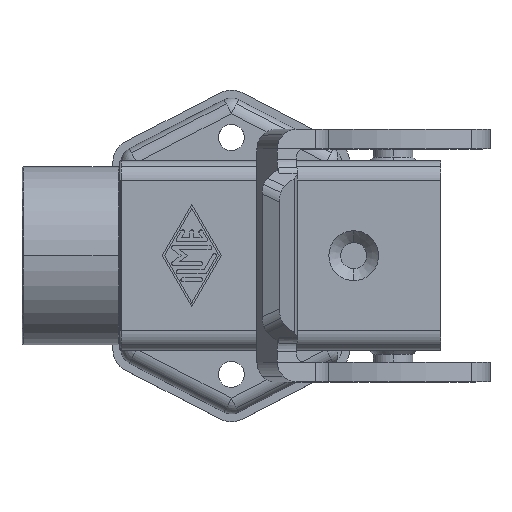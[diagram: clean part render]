
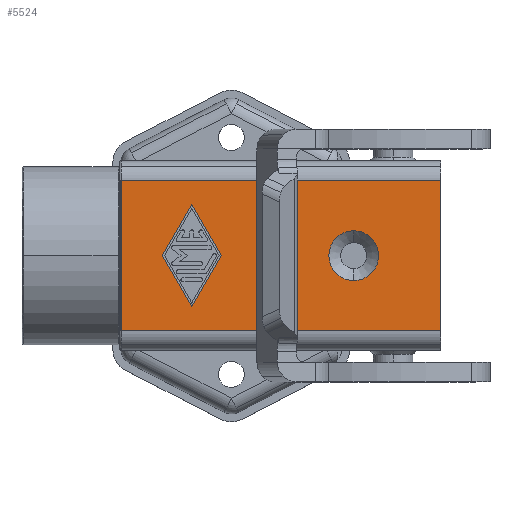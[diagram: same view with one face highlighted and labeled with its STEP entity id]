
A CAD part, top view. The second image highlights one B-rep face of the part: STEP entity #5524.
In plain terms, the highlighted planar face has unit normal (0, 0, 1).
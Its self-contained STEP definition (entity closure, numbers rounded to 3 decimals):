
#1131=CARTESIAN_POINT('',(-13.925,9.5,26.5));
#1132=VERTEX_POINT('',#1131);
#1140=CARTESIAN_POINT('',(26.5,9.5,26.5));
#1141=VERTEX_POINT('',#1140);
#1142=CARTESIAN_POINT('',(-13.925,9.5,26.5));
#1143=DIRECTION('',(1.0,0.0,0.0));
#1144=VECTOR('',#1143,40.425);
#1145=LINE('',#1142,#1144);
#1146=EDGE_CURVE('',#1132,#1141,#1145,.T.);
#2716=CARTESIAN_POINT('',(15.5,-3.15,26.5));
#2717=VERTEX_POINT('',#2716);
#2733=CARTESIAN_POINT('',(15.5,3.15,26.5));
#2734=VERTEX_POINT('',#2733);
#2741=CARTESIAN_POINT('',(15.5,0.,26.5));
#2742=DIRECTION('',(0.0,0.0,-1.0));
#2743=DIRECTION('',(0.0,-1.0,0.0));
#2744=AXIS2_PLACEMENT_3D('',#2741,#2742,#2743);
#2745=CIRCLE('',#2744,3.15);
#2746=EDGE_CURVE('',#2717,#2734,#2745,.T.);
#3018=CARTESIAN_POINT('',(26.5,-9.5,26.5));
#3019=VERTEX_POINT('',#3018);
#3027=CARTESIAN_POINT('',(-13.925,-9.5,26.5));
#3028=VERTEX_POINT('',#3027);
#3029=CARTESIAN_POINT('',(26.5,-9.5,26.5));
#3030=DIRECTION('',(-1.0,0.0,0.0));
#3031=VECTOR('',#3030,40.425);
#3032=LINE('',#3029,#3031);
#3033=EDGE_CURVE('',#3019,#3028,#3032,.T.);
#3423=CARTESIAN_POINT('',(-13.925,-9.5,26.5));
#3424=DIRECTION('',(0.0,1.0,0.0));
#3425=VECTOR('',#3424,19.);
#3426=LINE('',#3423,#3425);
#3427=EDGE_CURVE('',#3028,#1132,#3426,.T.);
#4727=CARTESIAN_POINT('',(-5.,-6.5,26.5));
#4728=VERTEX_POINT('',#4727);
#4735=CARTESIAN_POINT('',(-1.25,0.,26.5));
#4736=VERTEX_POINT('',#4735);
#4737=CARTESIAN_POINT('',(-1.25,0.,26.5));
#4738=DIRECTION('',(-0.5,-0.866,0.0));
#4739=VECTOR('',#4738,7.504);
#4740=LINE('',#4737,#4739);
#4741=EDGE_CURVE('',#4736,#4728,#4740,.T.);
#4766=CARTESIAN_POINT('',(-5.,6.5,26.5));
#4767=VERTEX_POINT('',#4766);
#4768=CARTESIAN_POINT('',(-5.,6.5,26.5));
#4769=DIRECTION('',(0.5,-0.866,0.0));
#4770=VECTOR('',#4769,7.504);
#4771=LINE('',#4768,#4770);
#4772=EDGE_CURVE('',#4767,#4736,#4771,.T.);
#4797=CARTESIAN_POINT('',(-8.75,0.,26.5));
#4798=VERTEX_POINT('',#4797);
#4799=CARTESIAN_POINT('',(-8.75,0.,26.5));
#4800=DIRECTION('',(0.5,0.866,0.0));
#4801=VECTOR('',#4800,7.504);
#4802=LINE('',#4799,#4801);
#4803=EDGE_CURVE('',#4798,#4767,#4802,.T.);
#4826=CARTESIAN_POINT('',(-5.,-6.5,26.5));
#4827=DIRECTION('',(-0.5,0.866,0.0));
#4828=VECTOR('',#4827,7.504);
#4829=LINE('',#4826,#4828);
#4830=EDGE_CURVE('',#4728,#4798,#4829,.T.);
#5492=CARTESIAN_POINT('',(0.,0.,26.5));
#5493=DIRECTION('',(0.0,0.0,1.0));
#5494=DIRECTION('',(1.0,0.0,0.0));
#5495=AXIS2_PLACEMENT_3D('',#5492,#5493,#5494);
#5496=PLANE('',#5495);
#5497=ORIENTED_EDGE('',*,*,#3427,.F.);
#5498=ORIENTED_EDGE('',*,*,#3033,.F.);
#5499=CARTESIAN_POINT('',(26.5,-9.5,26.5));
#5500=DIRECTION('',(0.0,1.0,0.0));
#5501=VECTOR('',#5500,19.);
#5502=LINE('',#5499,#5501);
#5503=EDGE_CURVE('',#3019,#1141,#5502,.T.);
#5504=ORIENTED_EDGE('',*,*,#5503,.T.);
#5505=ORIENTED_EDGE('',*,*,#1146,.F.);
#5506=EDGE_LOOP('',(#5497,#5498,#5504,#5505));
#5507=FACE_OUTER_BOUND('',#5506,.T.);
#5508=ORIENTED_EDGE('',*,*,#2746,.T.);
#5509=CARTESIAN_POINT('',(15.5,0.,26.5));
#5510=DIRECTION('',(0.0,0.0,-1.0));
#5511=DIRECTION('',(0.0,-1.0,0.0));
#5512=AXIS2_PLACEMENT_3D('',#5509,#5510,#5511);
#5513=CIRCLE('',#5512,3.15);
#5514=EDGE_CURVE('',#2734,#2717,#5513,.T.);
#5515=ORIENTED_EDGE('',*,*,#5514,.T.);
#5516=EDGE_LOOP('',(#5508,#5515));
#5517=FACE_BOUND('',#5516,.T.);
#5518=ORIENTED_EDGE('',*,*,#4741,.T.);
#5519=ORIENTED_EDGE('',*,*,#4830,.T.);
#5520=ORIENTED_EDGE('',*,*,#4803,.T.);
#5521=ORIENTED_EDGE('',*,*,#4772,.T.);
#5522=EDGE_LOOP('',(#5518,#5519,#5520,#5521));
#5523=FACE_BOUND('',#5522,.T.);
#5524=ADVANCED_FACE('',(#5507,#5517,#5523),#5496,.T.);
